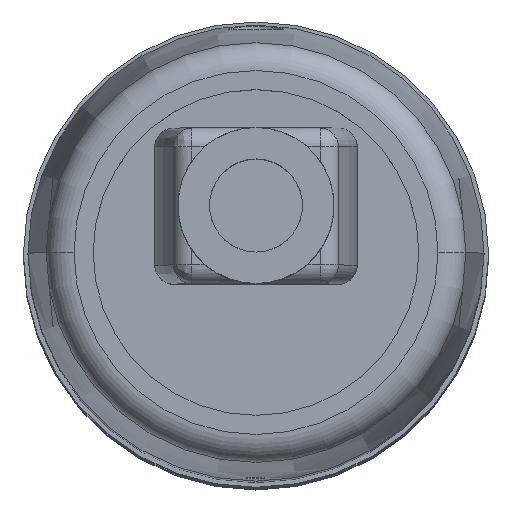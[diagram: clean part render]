
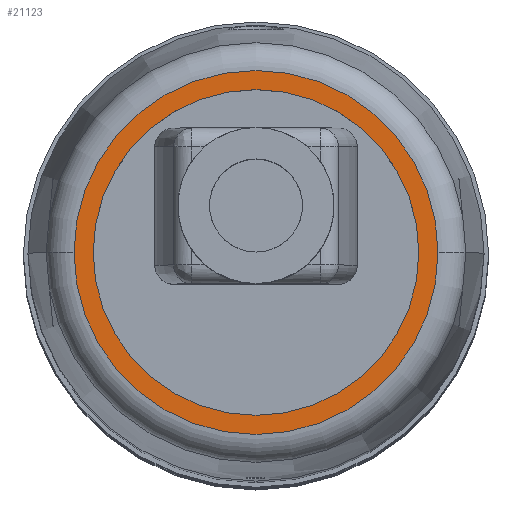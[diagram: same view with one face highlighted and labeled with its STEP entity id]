
A CAD part, top view. The second image highlights one B-rep face of the part: STEP entity #21123.
In plain terms, the highlighted planar face has unit normal (0, 0, 1).
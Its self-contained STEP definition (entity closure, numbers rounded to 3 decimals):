
#952 = CARTESIAN_POINT ( 'NONE',  ( -9.778, 0., 0. ) ) ;
#953 = CARTESIAN_POINT ( 'NONE',  ( 9.778, 0., 0. ) ) ;
#972 = CARTESIAN_POINT ( 'NONE',  ( 8.75, 0., 0. ) ) ;
#973 = CARTESIAN_POINT ( 'NONE',  ( -8.75, 0., 0. ) ) ;
#1321 = PLANE ( 'NONE',  #35289 ) ;
#1322 = CARTESIAN_POINT ( 'NONE',  ( 0., 0., 0. ) ) ;
#1323 = DIRECTION ( 'NONE',  ( 0., 0., 1. ) ) ;
#1324 = DIRECTION ( 'NONE',  ( 1., 0., 0. ) ) ;
#1436 = CARTESIAN_POINT ( 'NONE',  ( 0., 0., 0. ) ) ;
#1437 = DIRECTION ( 'NONE',  ( 0., 0., 1. ) ) ;
#1438 = DIRECTION ( 'NONE',  ( 1., 0., 0. ) ) ;
#1439 = CARTESIAN_POINT ( 'NONE',  ( 0., 0., 0. ) ) ;
#1440 = DIRECTION ( 'NONE',  ( 0., 0., -1. ) ) ;
#1441 = DIRECTION ( 'NONE',  ( 1., 0., 0. ) ) ;
#17135 = AXIS2_PLACEMENT_3D ( 'NONE', #30009, #30010, #30011 ) ;
#17137 = CIRCLE ( 'NONE', #17135, 8.75 ) ;
#17167 = AXIS2_PLACEMENT_3D ( 'NONE', #29910, #29911, #29912 ) ;
#17168 = CIRCLE ( 'NONE', #17167, 9.778 ) ;
#18511 = EDGE_CURVE ( 'NONE', #20668, #20667, #17168, .T. ) ;
#18534 = EDGE_CURVE ( 'NONE', #20687, #20688, #17137, .T. ) ;
#20499 = EDGE_LOOP ( 'NONE', ( #20990, #20992 ) ) ;
#20511 = EDGE_LOOP ( 'NONE', ( #20985, #20989 ) ) ;
#20667 = VERTEX_POINT ( 'NONE', #952 ) ;
#20668 = VERTEX_POINT ( 'NONE', #953 ) ;
#20687 = VERTEX_POINT ( 'NONE', #972 ) ;
#20688 = VERTEX_POINT ( 'NONE', #973 ) ;
#20985 = ORIENTED_EDGE ( 'NONE', *, *, #18511, .T. ) ;
#20989 = ORIENTED_EDGE ( 'NONE', *, *, #21151, .T. ) ;
#20990 = ORIENTED_EDGE ( 'NONE', *, *, #21152, .T. ) ;
#20992 = ORIENTED_EDGE ( 'NONE', *, *, #18534, .T. ) ;
#21123 = ADVANCED_FACE ( 'NONE', ( #34332, #34333 ), #1321, .T. ) ;
#21151 = EDGE_CURVE ( 'NONE', #20667, #20668, #35306, .T. ) ;
#21152 = EDGE_CURVE ( 'NONE', #20688, #20687, #35322, .T. ) ;
#29910 = CARTESIAN_POINT ( 'NONE',  ( 0., 0., 0. ) ) ;
#29911 = DIRECTION ( 'NONE',  ( 0., 0., 1. ) ) ;
#29912 = DIRECTION ( 'NONE',  ( 1., 0., 0. ) ) ;
#30009 = CARTESIAN_POINT ( 'NONE',  ( 0., 0., 0. ) ) ;
#30010 = DIRECTION ( 'NONE',  ( 0., 0., -1. ) ) ;
#30011 = DIRECTION ( 'NONE',  ( 1., 0., 0. ) ) ;
#34332 = FACE_OUTER_BOUND ( 'NONE', #20511, .T. ) ;
#34333 = FACE_BOUND ( 'NONE', #20499, .T. ) ;
#35289 = AXIS2_PLACEMENT_3D ( 'NONE', #1322, #1323, #1324 ) ;
#35306 = CIRCLE ( 'NONE', #35327, 9.778 ) ;
#35322 = CIRCLE ( 'NONE', #35328, 8.75 ) ;
#35327 = AXIS2_PLACEMENT_3D ( 'NONE', #1436, #1437, #1438 ) ;
#35328 = AXIS2_PLACEMENT_3D ( 'NONE', #1439, #1440, #1441 ) ;
